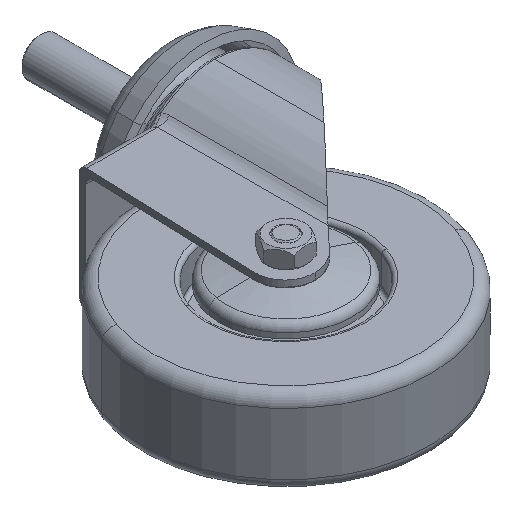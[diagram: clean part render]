
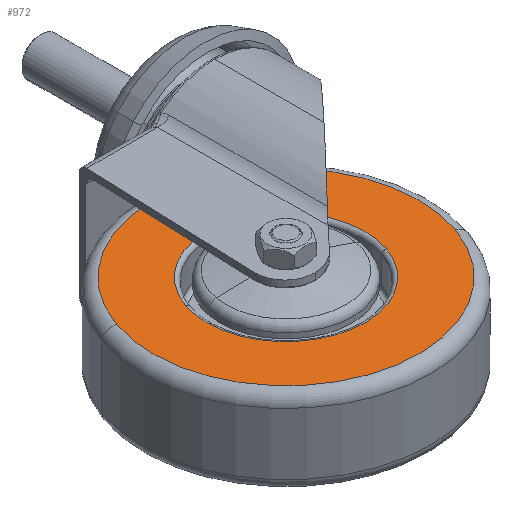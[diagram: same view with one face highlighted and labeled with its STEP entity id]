
A CAD part, isometric view. The second image highlights one B-rep face of the part: STEP entity #972.
In plain terms, the highlighted planar face has unit normal (0, 0, 1).
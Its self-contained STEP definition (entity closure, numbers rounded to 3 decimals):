
#78 = AXIS2_PLACEMENT_3D ( 'NONE', #4686, #1614, #5863 ) ;
#102 = ORIENTED_EDGE ( 'NONE', *, *, #3912, .T. ) ;
#124 = PLANE ( 'NONE',  #3697 ) ;
#297 = CARTESIAN_POINT ( 'NONE',  ( -34.5, 0., 11. ) ) ;
#333 = VERTEX_POINT ( 'NONE', #6400 ) ;
#972 = ADVANCED_FACE ( 'NONE', ( #4577, #1331 ), #124, .T. ) ;
#1098 = EDGE_CURVE ( 'NONE', #333, #7297, #6551, .T. ) ;
#1331 = FACE_OUTER_BOUND ( 'NONE', #2498, .T. ) ;
#1462 = EDGE_CURVE ( 'NONE', #7297, #333, #7050, .T. ) ;
#1614 = DIRECTION ( 'NONE',  ( 0., 0., 1. ) ) ;
#1624 = CIRCLE ( 'NONE', #7413, 20.5 ) ;
#2462 = AXIS2_PLACEMENT_3D ( 'NONE', #3030, #7305, #2953 ) ;
#2498 = EDGE_LOOP ( 'NONE', ( #6547, #6399 ) ) ;
#2668 = AXIS2_PLACEMENT_3D ( 'NONE', #6476, #6593, #5952 ) ;
#2799 = VERTEX_POINT ( 'NONE', #5855 ) ;
#2953 = DIRECTION ( 'NONE',  ( 1., 0., 0. ) ) ;
#3029 = CARTESIAN_POINT ( 'NONE',  ( 0., 0., 11. ) ) ;
#3030 = CARTESIAN_POINT ( 'NONE',  ( 0., 0., 11. ) ) ;
#3243 = DIRECTION ( 'NONE',  ( 0., 0., 1. ) ) ;
#3697 = AXIS2_PLACEMENT_3D ( 'NONE', #5791, #3243, #5180 ) ;
#3912 = EDGE_CURVE ( 'NONE', #2799, #7910, #1624, .T. ) ;
#4577 = FACE_BOUND ( 'NONE', #6174, .T. ) ;
#4686 = CARTESIAN_POINT ( 'NONE',  ( 0., 0., 11. ) ) ;
#4817 = DIRECTION ( 'NONE',  ( 0., 0., -1. ) ) ;
#5018 = EDGE_CURVE ( 'NONE', #7910, #2799, #5951, .T. ) ;
#5180 = DIRECTION ( 'NONE',  ( 1., 0., 0. ) ) ;
#5613 = CARTESIAN_POINT ( 'NONE',  ( -20.5, 0., 11. ) ) ;
#5791 = CARTESIAN_POINT ( 'NONE',  ( 0., 0., 11. ) ) ;
#5855 = CARTESIAN_POINT ( 'NONE',  ( 20.5, 0., 11. ) ) ;
#5863 = DIRECTION ( 'NONE',  ( 1., 0., 0. ) ) ;
#5951 = CIRCLE ( 'NONE', #2462, 20.5 ) ;
#5952 = DIRECTION ( 'NONE',  ( 1., 0., 0. ) ) ;
#6115 = DIRECTION ( 'NONE',  ( 1., 0., 0. ) ) ;
#6174 = EDGE_LOOP ( 'NONE', ( #102, #7326 ) ) ;
#6399 = ORIENTED_EDGE ( 'NONE', *, *, #1462, .T. ) ;
#6400 = CARTESIAN_POINT ( 'NONE',  ( 34.5, 0., 11. ) ) ;
#6476 = CARTESIAN_POINT ( 'NONE',  ( 0., 0., 11. ) ) ;
#6547 = ORIENTED_EDGE ( 'NONE', *, *, #1098, .T. ) ;
#6551 = CIRCLE ( 'NONE', #2668, 34.5 ) ;
#6593 = DIRECTION ( 'NONE',  ( 0., 0., 1. ) ) ;
#7050 = CIRCLE ( 'NONE', #78, 34.5 ) ;
#7297 = VERTEX_POINT ( 'NONE', #297 ) ;
#7305 = DIRECTION ( 'NONE',  ( 0., 0., -1. ) ) ;
#7326 = ORIENTED_EDGE ( 'NONE', *, *, #5018, .T. ) ;
#7413 = AXIS2_PLACEMENT_3D ( 'NONE', #3029, #4817, #6115 ) ;
#7910 = VERTEX_POINT ( 'NONE', #5613 ) ;
